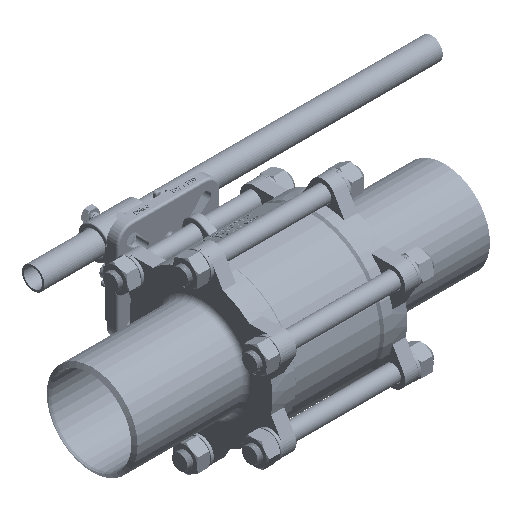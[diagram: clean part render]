
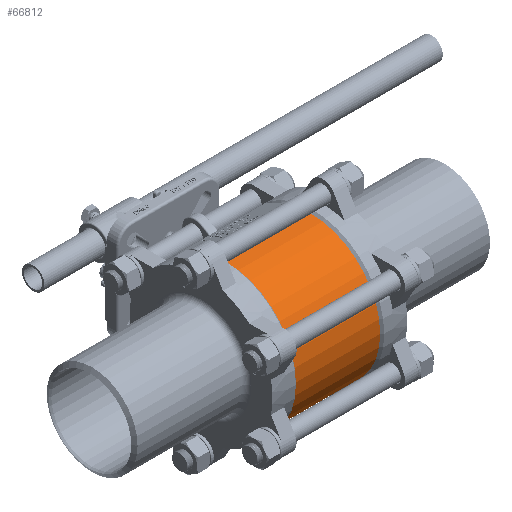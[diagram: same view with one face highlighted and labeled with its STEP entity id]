
A CAD part, isometric view. The second image highlights one B-rep face of the part: STEP entity #66812.
In plain terms, the highlighted cylindrical face has radius 69 mm (diameter 138 mm), a partial arc.
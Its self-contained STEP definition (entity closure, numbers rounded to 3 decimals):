
#1664 = ORIENTED_EDGE ( 'NONE', *, *, #56400, .F. ) ;
#1933 = EDGE_CURVE ( 'NONE', #32782, #23222, #37397, .T. ) ;
#2050 = ORIENTED_EDGE ( 'NONE', *, *, #67420, .F. ) ;
#4373 = CARTESIAN_POINT ( 'NONE',  ( 41.8, 0., 69. ) ) ;
#5061 = CARTESIAN_POINT ( 'NONE',  ( -41.8, 0., 69. ) ) ;
#6427 = VERTEX_POINT ( 'NONE', #48855 ) ;
#6822 = VECTOR ( 'NONE', #58106, 1000. ) ;
#6900 = AXIS2_PLACEMENT_3D ( 'NONE', #52365, #11853, #17922 ) ;
#11853 = DIRECTION ( 'NONE',  ( -1., 0., 0. ) ) ;
#16520 = CIRCLE ( 'NONE', #35672, 69. ) ;
#17326 = DIRECTION ( 'NONE',  ( -1., 0., 0. ) ) ;
#17922 = DIRECTION ( 'NONE',  ( 0., 0., 1. ) ) ;
#19084 = EDGE_LOOP ( 'NONE', ( #2050, #45302, #58964, #1664 ) ) ;
#19359 = EDGE_CURVE ( 'NONE', #6427, #32782, #16520, .T. ) ;
#21120 = LINE ( 'NONE', #63364, #34599 ) ;
#23222 = VERTEX_POINT ( 'NONE', #5061 ) ;
#23874 = CYLINDRICAL_SURFACE ( 'NONE', #6900, 69. ) ;
#25492 = DIRECTION ( 'NONE',  ( -1., 0., 0. ) ) ;
#25838 = VERTEX_POINT ( 'NONE', #48317 ) ;
#26516 = CIRCLE ( 'NONE', #51305, 69. ) ;
#27773 = DIRECTION ( 'NONE',  ( -1., 0., 0. ) ) ;
#32782 = VERTEX_POINT ( 'NONE', #4373 ) ;
#34412 = CARTESIAN_POINT ( 'NONE',  ( -52.8, 0., 69. ) ) ;
#34599 = VECTOR ( 'NONE', #17326, 1000. ) ;
#35672 = AXIS2_PLACEMENT_3D ( 'NONE', #62249, #27773, #68089 ) ;
#37397 = LINE ( 'NONE', #34412, #6822 ) ;
#45302 = ORIENTED_EDGE ( 'NONE', *, *, #19359, .T. ) ;
#48317 = CARTESIAN_POINT ( 'NONE',  ( -41.8, 0., -69. ) ) ;
#48855 = CARTESIAN_POINT ( 'NONE',  ( 41.8, 0., -69. ) ) ;
#51305 = AXIS2_PLACEMENT_3D ( 'NONE', #59985, #25492, #65797 ) ;
#52365 = CARTESIAN_POINT ( 'NONE',  ( -52.8, 0., 0. ) ) ;
#56400 = EDGE_CURVE ( 'NONE', #25838, #23222, #26516, .T. ) ;
#58106 = DIRECTION ( 'NONE',  ( -1., 0., 0. ) ) ;
#58964 = ORIENTED_EDGE ( 'NONE', *, *, #1933, .T. ) ;
#59985 = CARTESIAN_POINT ( 'NONE',  ( -41.8, 0., 0. ) ) ;
#62249 = CARTESIAN_POINT ( 'NONE',  ( 41.8, 0., 0. ) ) ;
#63364 = CARTESIAN_POINT ( 'NONE',  ( -52.8, 0., -69. ) ) ;
#65797 = DIRECTION ( 'NONE',  ( 0., 0., 1. ) ) ;
#66812 = ADVANCED_FACE ( 'NONE', ( #69839 ), #23874, .T. ) ;
#67420 = EDGE_CURVE ( 'NONE', #6427, #25838, #21120, .T. ) ;
#68089 = DIRECTION ( 'NONE',  ( 0., 0., 1. ) ) ;
#69839 = FACE_OUTER_BOUND ( 'NONE', #19084, .T. ) ;
